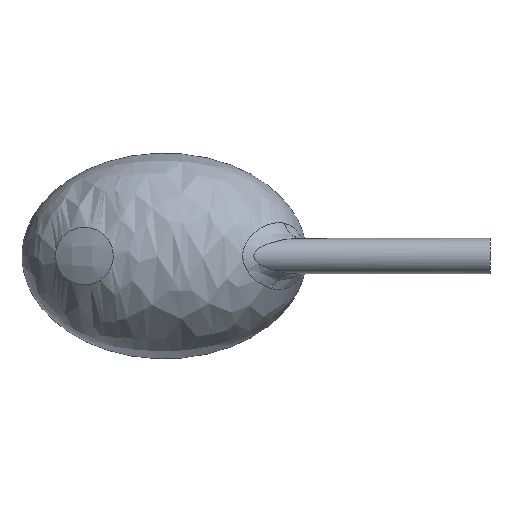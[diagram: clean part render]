
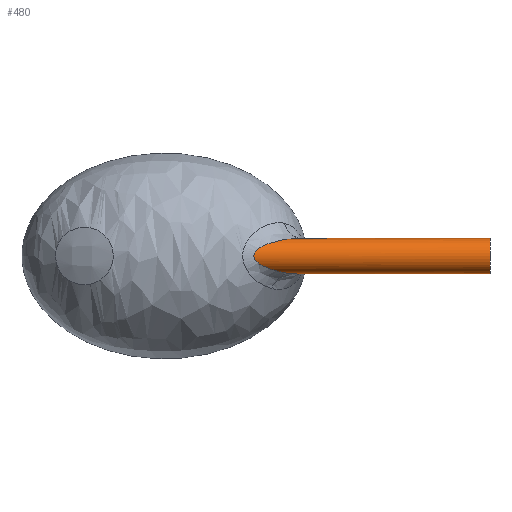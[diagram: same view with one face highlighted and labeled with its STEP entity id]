
A CAD part, left-side view. The second image highlights one B-rep face of the part: STEP entity #480.
In plain terms, the highlighted cylindrical face has radius 0.34 mm (diameter 0.68 mm), a partial arc.
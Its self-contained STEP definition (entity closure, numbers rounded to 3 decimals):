
#52 = CARTESIAN_POINT ( 'NONE',  ( -1.27, 2.061, 0.34 ) ) ;
#59 = CARTESIAN_POINT ( 'NONE',  ( -1.337, 2.2, 0.34 ) ) ;
#63 = DIRECTION ( 'NONE',  ( 0., 0., 1. ) ) ;
#66 = CARTESIAN_POINT ( 'NONE',  ( -1.55, 2.732, -0.196 ) ) ;
#81 = DIRECTION ( 'NONE',  ( 0., 0., 1. ) ) ;
#127 = VERTEX_POINT ( 'NONE', #429 ) ;
#128 = CARTESIAN_POINT ( 'NONE',  ( -1.27, -1.65, 0.34 ) ) ;
#132 = CARTESIAN_POINT ( 'NONE',  ( -1.419, 2.389, -0.312 ) ) ;
#135 = FACE_OUTER_BOUND ( 'NONE', #835, .T. ) ;
#195 = CARTESIAN_POINT ( 'NONE',  ( -1.482, 2.549, 0.268 ) ) ;
#196 = DIRECTION ( 'NONE',  ( 0., 1., 0. ) ) ;
#225 = EDGE_CURVE ( 'NONE', #127, #711, #290, .T. ) ;
#250 = VERTEX_POINT ( 'NONE', #877 ) ;
#256 = AXIS2_PLACEMENT_3D ( 'NONE', #949, #489, #63 ) ;
#262 = CARTESIAN_POINT ( 'NONE',  ( -1.557, 2.752, 0.186 ) ) ;
#288 = VECTOR ( 'NONE', #649, 1000. ) ;
#290 = LINE ( 'NONE', #885, #288 ) ;
#316 = ORIENTED_EDGE ( 'NONE', *, *, #394, .T. ) ;
#334 = CARTESIAN_POINT ( 'NONE',  ( -1.605, 2.896, 0.064 ) ) ;
#351 = CARTESIAN_POINT ( 'NONE',  ( -1.27, -1.65, 0. ) ) ;
#367 = CIRCLE ( 'NONE', #256, 0.34 ) ;
#368 = B_SPLINE_CURVE_WITH_KNOTS ( 'NONE', 3,
 ( #782, #846, #774, #701, #712, #707 ),
 .UNSPECIFIED., .F., .F.,
 ( 4, 2, 4 ),
 ( 0., 0., 0. ),
 .UNSPECIFIED. ) ;
#394 = EDGE_CURVE ( 'NONE', #437, #711, #368, .T. ) ;
#414 = CARTESIAN_POINT ( 'NONE',  ( -1.608, 2.906, -0.052 ) ) ;
#429 = CARTESIAN_POINT ( 'NONE',  ( -1.27, -1.65, -0.34 ) ) ;
#437 = VERTEX_POINT ( 'NONE', #469 ) ;
#469 = CARTESIAN_POINT ( 'NONE',  ( -1.356, 2.247, -0.329 ) ) ;
#480 = ADVANCED_FACE ( 'NONE', ( #135 ), #781, .T. ) ;
#489 = DIRECTION ( 'NONE',  ( 0., 1., 0. ) ) ;
#496 = CARTESIAN_POINT ( 'NONE',  ( -1.574, 2.8, -0.162 ) ) ;
#500 = AXIS2_PLACEMENT_3D ( 'NONE', #351, #742, #81 ) ;
#527 = ORIENTED_EDGE ( 'NONE', *, *, #225, .F. ) ;
#557 = ORIENTED_EDGE ( 'NONE', *, *, #710, .T. ) ;
#561 = CARTESIAN_POINT ( 'NONE',  ( -1.27, 2.061, 0.34 ) ) ;
#562 = LINE ( 'NONE', #128, #610 ) ;
#574 = CARTESIAN_POINT ( 'NONE',  ( -1.27, 2.061, -0.34 ) ) ;
#576 = CARTESIAN_POINT ( 'NONE',  ( -1.477, 2.53, -0.28 ) ) ;
#587 = B_SPLINE_CURVE_WITH_KNOTS ( 'NONE', 3,
 ( #52, #59, #651, #195, #728, #262, #799, #334, #876, #414, #952, #496, #66, #576, #132, #657 ),
 .UNSPECIFIED., .F., .F.,
 ( 4, 2, 2, 2, 2, 2, 2, 4 ),
 ( 0.002, 0.003, 0.003, 0.003, 0.003, 0.003, 0.003, 0.004 ),
 .UNSPECIFIED. ) ;
#610 = VECTOR ( 'NONE', #196, 1000. ) ;
#649 = DIRECTION ( 'NONE',  ( 0., 1., 0. ) ) ;
#651 = CARTESIAN_POINT ( 'NONE',  ( -1.398, 2.339, 0.322 ) ) ;
#657 = CARTESIAN_POINT ( 'NONE',  ( -1.356, 2.247, -0.329 ) ) ;
#661 = EDGE_CURVE ( 'NONE', #127, #250, #367, .T. ) ;
#688 = EDGE_CURVE ( 'NONE', #873, #437, #587, .T. ) ;
#701 = CARTESIAN_POINT ( 'NONE',  ( -1.299, 2.123, -0.339 ) ) ;
#707 = CARTESIAN_POINT ( 'NONE',  ( -1.27, 2.061, -0.34 ) ) ;
#710 = EDGE_CURVE ( 'NONE', #250, #873, #562, .T. ) ;
#711 = VERTEX_POINT ( 'NONE', #574 ) ;
#712 = CARTESIAN_POINT ( 'NONE',  ( -1.285, 2.092, -0.34 ) ) ;
#728 = CARTESIAN_POINT ( 'NONE',  ( -1.509, 2.618, 0.245 ) ) ;
#742 = DIRECTION ( 'NONE',  ( 0., 1., 0. ) ) ;
#774 = CARTESIAN_POINT ( 'NONE',  ( -1.328, 2.185, -0.335 ) ) ;
#781 = CYLINDRICAL_SURFACE ( 'NONE', #500, 0.34 ) ;
#782 = CARTESIAN_POINT ( 'NONE',  ( -1.356, 2.247, -0.329 ) ) ;
#799 = CARTESIAN_POINT ( 'NONE',  ( -1.581, 2.82, 0.151 ) ) ;
#812 = ORIENTED_EDGE ( 'NONE', *, *, #688, .T. ) ;
#835 = EDGE_LOOP ( 'NONE', ( #527, #957, #557, #812, #316 ) ) ;
#846 = CARTESIAN_POINT ( 'NONE',  ( -1.342, 2.216, -0.333 ) ) ;
#873 = VERTEX_POINT ( 'NONE', #561 ) ;
#876 = CARTESIAN_POINT ( 'NONE',  ( -1.611, 2.915, 0.026 ) ) ;
#877 = CARTESIAN_POINT ( 'NONE',  ( -1.27, -1.65, 0.34 ) ) ;
#885 = CARTESIAN_POINT ( 'NONE',  ( -1.27, -1.65, -0.34 ) ) ;
#949 = CARTESIAN_POINT ( 'NONE',  ( -1.27, -1.65, 0. ) ) ;
#952 = CARTESIAN_POINT ( 'NONE',  ( -1.6, 2.881, -0.085 ) ) ;
#957 = ORIENTED_EDGE ( 'NONE', *, *, #661, .T. ) ;
